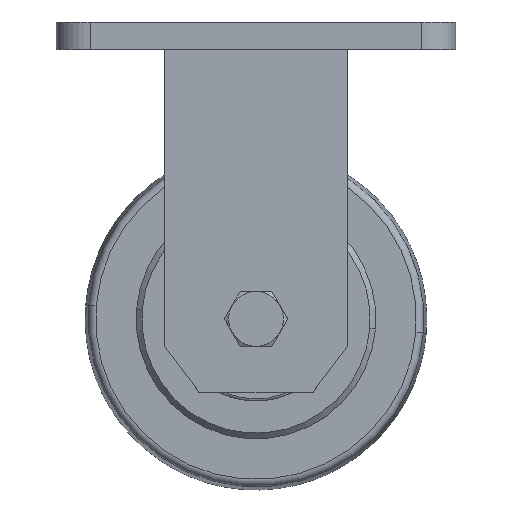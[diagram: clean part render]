
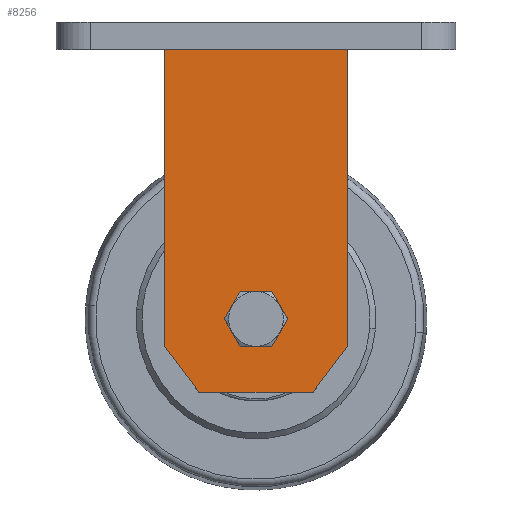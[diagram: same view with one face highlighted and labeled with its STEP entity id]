
A CAD part, top view. The second image highlights one B-rep face of the part: STEP entity #8256.
In plain terms, the highlighted planar face has unit normal (0, 0, 1).
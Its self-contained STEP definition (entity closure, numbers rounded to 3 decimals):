
#297 = VECTOR ( 'NONE', #1961, 1000. ) ;
#406 = EDGE_CURVE ( 'NONE', #2744, #2307, #7866, .T. ) ;
#526 = CARTESIAN_POINT ( 'NONE',  ( -25., -162., 43. ) ) ;
#921 = EDGE_CURVE ( 'NONE', #7943, #5640, #3793, .T. ) ;
#1114 = ORIENTED_EDGE ( 'NONE', *, *, #7424, .F. ) ;
#1430 = CARTESIAN_POINT ( 'NONE',  ( 40., -162., 43. ) ) ;
#1625 = DIRECTION ( 'NONE',  ( 0.6, 0.8, 0. ) ) ;
#1668 = DIRECTION ( 'NONE',  ( 0., 1., 0. ) ) ;
#1817 = CARTESIAN_POINT ( 'NONE',  ( 8.15, -130., 43. ) ) ;
#1915 = AXIS2_PLACEMENT_3D ( 'NONE', #7170, #2476, #3873 ) ;
#1961 = DIRECTION ( 'NONE',  ( -1., 0., 0. ) ) ;
#1965 = VECTOR ( 'NONE', #4562, 1000. ) ;
#2227 = AXIS2_PLACEMENT_3D ( 'NONE', #1430, #4982, #6333 ) ;
#2307 = VERTEX_POINT ( 'NONE', #8191 ) ;
#2476 = DIRECTION ( 'NONE',  ( 0., 0., 1. ) ) ;
#2581 = EDGE_LOOP ( 'NONE', ( #3865, #1114 ) ) ;
#2744 = VERTEX_POINT ( 'NONE', #1817 ) ;
#2895 = VECTOR ( 'NONE', #4875, 1000. ) ;
#2912 = ORIENTED_EDGE ( 'NONE', *, *, #8190, .T. ) ;
#3063 = LINE ( 'NONE', #4098, #297 ) ;
#3070 = CARTESIAN_POINT ( 'NONE',  ( -40., -162., 43. ) ) ;
#3122 = ORIENTED_EDGE ( 'NONE', *, *, #3377, .F. ) ;
#3138 = EDGE_CURVE ( 'NONE', #6112, #7943, #7900, .T. ) ;
#3204 = VECTOR ( 'NONE', #1625, 1000. ) ;
#3228 = DIRECTION ( 'NONE',  ( 1., 0., 0. ) ) ;
#3377 = EDGE_CURVE ( 'NONE', #6112, #8832, #8338, .T. ) ;
#3564 = LINE ( 'NONE', #3734, #8152 ) ;
#3734 = CARTESIAN_POINT ( 'NONE',  ( -25., -162., 43. ) ) ;
#3793 = LINE ( 'NONE', #8663, #1965 ) ;
#3865 = ORIENTED_EDGE ( 'NONE', *, *, #406, .F. ) ;
#3873 = DIRECTION ( 'NONE',  ( 1., 0., 0. ) ) ;
#4098 = CARTESIAN_POINT ( 'NONE',  ( 40., -12., 43. ) ) ;
#4142 = ORIENTED_EDGE ( 'NONE', *, *, #6642, .T. ) ;
#4266 = CARTESIAN_POINT ( 'NONE',  ( -40., -12., 43. ) ) ;
#4402 = CARTESIAN_POINT ( 'NONE',  ( -40., -142., 43. ) ) ;
#4411 = CARTESIAN_POINT ( 'NONE',  ( 40., -12., 43. ) ) ;
#4480 = VECTOR ( 'NONE', #1668, 1000. ) ;
#4561 = ORIENTED_EDGE ( 'NONE', *, *, #3138, .T. ) ;
#4562 = DIRECTION ( 'NONE',  ( 0., 1., 0. ) ) ;
#4875 = DIRECTION ( 'NONE',  ( -1., 0., 0. ) ) ;
#4982 = DIRECTION ( 'NONE',  ( 0., 0., -1. ) ) ;
#5127 = LINE ( 'NONE', #3070, #4480 ) ;
#5186 = ORIENTED_EDGE ( 'NONE', *, *, #5613, .F. ) ;
#5219 = CARTESIAN_POINT ( 'NONE',  ( 40., -162., 43. ) ) ;
#5262 = VERTEX_POINT ( 'NONE', #4266 ) ;
#5613 = EDGE_CURVE ( 'NONE', #6668, #5262, #5127, .T. ) ;
#5640 = VERTEX_POINT ( 'NONE', #4411 ) ;
#5869 = DIRECTION ( 'NONE',  ( 0., 0., 1. ) ) ;
#6078 = CIRCLE ( 'NONE', #7012, 8.15 ) ;
#6112 = VERTEX_POINT ( 'NONE', #8334 ) ;
#6333 = DIRECTION ( 'NONE',  ( -1., 0., 0. ) ) ;
#6642 = EDGE_CURVE ( 'NONE', #6668, #8832, #3564, .T. ) ;
#6650 = CARTESIAN_POINT ( 'NONE',  ( 40., -142., 43. ) ) ;
#6668 = VERTEX_POINT ( 'NONE', #4402 ) ;
#6726 = PLANE ( 'NONE',  #2227 ) ;
#7012 = AXIS2_PLACEMENT_3D ( 'NONE', #7280, #5869, #3228 ) ;
#7170 = CARTESIAN_POINT ( 'NONE',  ( 0., -130., 43. ) ) ;
#7280 = CARTESIAN_POINT ( 'NONE',  ( 0., -130., 43. ) ) ;
#7424 = EDGE_CURVE ( 'NONE', #2307, #2744, #6078, .T. ) ;
#7554 = FACE_BOUND ( 'NONE', #2581, .T. ) ;
#7747 = CARTESIAN_POINT ( 'NONE',  ( 25., -162., 43. ) ) ;
#7866 = CIRCLE ( 'NONE', #1915, 8.15 ) ;
#7900 = LINE ( 'NONE', #7747, #3204 ) ;
#7911 = EDGE_LOOP ( 'NONE', ( #5186, #4142, #3122, #4561, #7965, #2912 ) ) ;
#7943 = VERTEX_POINT ( 'NONE', #6650 ) ;
#7965 = ORIENTED_EDGE ( 'NONE', *, *, #921, .T. ) ;
#8152 = VECTOR ( 'NONE', #8535, 1000. ) ;
#8190 = EDGE_CURVE ( 'NONE', #5640, #5262, #3063, .T. ) ;
#8191 = CARTESIAN_POINT ( 'NONE',  ( -8.15, -130., 43. ) ) ;
#8256 = ADVANCED_FACE ( 'NONE', ( #7554, #8311 ), #6726, .F. ) ;
#8311 = FACE_OUTER_BOUND ( 'NONE', #7911, .T. ) ;
#8334 = CARTESIAN_POINT ( 'NONE',  ( 25., -162., 43. ) ) ;
#8338 = LINE ( 'NONE', #5219, #2895 ) ;
#8535 = DIRECTION ( 'NONE',  ( 0.6, -0.8, 0. ) ) ;
#8663 = CARTESIAN_POINT ( 'NONE',  ( 40., -162., 43. ) ) ;
#8832 = VERTEX_POINT ( 'NONE', #526 ) ;
